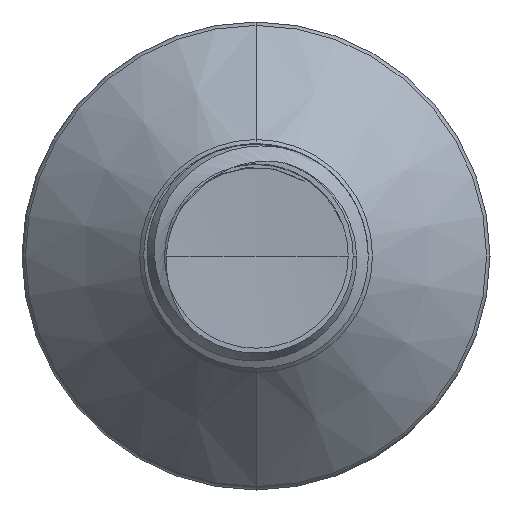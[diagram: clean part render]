
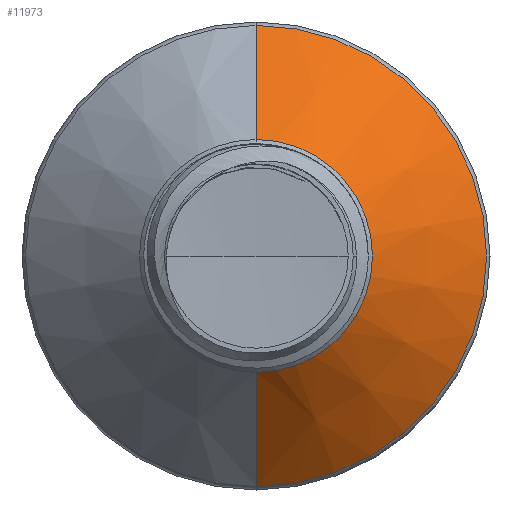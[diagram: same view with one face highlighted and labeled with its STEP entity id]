
A CAD part, front view. The second image highlights one B-rep face of the part: STEP entity #11973.
In plain terms, the highlighted conical face has half-angle 45 degrees and reference radius 1.817 mm.
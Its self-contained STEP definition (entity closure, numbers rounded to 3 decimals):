
#14 = VECTOR ( 'NONE', #3145, 1000. ) ;
#266 = EDGE_CURVE ( 'NONE', #9738, #11704, #7003, .T. ) ;
#585 = ORIENTED_EDGE ( 'NONE', *, *, #18213, .T. ) ;
#606 = EDGE_CURVE ( 'NONE', #9738, #24121, #11885, .T. ) ;
#1596 = ORIENTED_EDGE ( 'NONE', *, *, #21994, .F. ) ;
#1985 = CARTESIAN_POINT ( 'NONE',  ( 0., 18.218, -3.596 ) ) ;
#2232 = DIRECTION ( 'NONE',  ( 0., 0.707, -0.707 ) ) ;
#3145 = DIRECTION ( 'NONE',  ( 0., 0.707, 0.707 ) ) ;
#5740 = CARTESIAN_POINT ( 'NONE',  ( 0., 18.218, 3.596 ) ) ;
#6255 = EDGE_LOOP ( 'NONE', ( #12041, #585, #1596, #15205 ) ) ;
#6695 = DIRECTION ( 'NONE',  ( 0., 0., 1. ) ) ;
#6730 = CARTESIAN_POINT ( 'NONE',  ( 0., 16.439, 0. ) ) ;
#6796 = DIRECTION ( 'NONE',  ( 0., 1., 0. ) ) ;
#7003 = CIRCLE ( 'NONE', #24159, 1.817 ) ;
#7068 = DIRECTION ( 'NONE',  ( 0., 1., 0. ) ) ;
#7423 = CIRCLE ( 'NONE', #17255, 3.596 ) ;
#7983 = CARTESIAN_POINT ( 'NONE',  ( 0., 16.439, -1.817 ) ) ;
#9738 = VERTEX_POINT ( 'NONE', #12387 ) ;
#10309 = CARTESIAN_POINT ( 'NONE',  ( 0., 16.439, 0. ) ) ;
#11704 = VERTEX_POINT ( 'NONE', #7983 ) ;
#11885 = LINE ( 'NONE', #15408, #14 ) ;
#11973 = ADVANCED_FACE ( 'NONE', ( #24041 ), #23402, .T. ) ;
#12041 = ORIENTED_EDGE ( 'NONE', *, *, #266, .T. ) ;
#12387 = CARTESIAN_POINT ( 'NONE',  ( 0., 16.439, 1.817 ) ) ;
#12889 = VERTEX_POINT ( 'NONE', #1985 ) ;
#12998 = DIRECTION ( 'NONE',  ( 0., 1., 0. ) ) ;
#13100 = DIRECTION ( 'NONE',  ( 0., 0., 1. ) ) ;
#15037 = AXIS2_PLACEMENT_3D ( 'NONE', #6730, #6796, #6695 ) ;
#15205 = ORIENTED_EDGE ( 'NONE', *, *, #606, .F. ) ;
#15408 = CARTESIAN_POINT ( 'NONE',  ( 0., 16.439, 1.817 ) ) ;
#16895 = VECTOR ( 'NONE', #2232, 1000. ) ;
#17255 = AXIS2_PLACEMENT_3D ( 'NONE', #21010, #7068, #23077 ) ;
#17643 = LINE ( 'NONE', #20935, #16895 ) ;
#18213 = EDGE_CURVE ( 'NONE', #11704, #12889, #17643, .T. ) ;
#20935 = CARTESIAN_POINT ( 'NONE',  ( 0., 16.439, -1.817 ) ) ;
#21010 = CARTESIAN_POINT ( 'NONE',  ( 0., 18.218, 0. ) ) ;
#21994 = EDGE_CURVE ( 'NONE', #24121, #12889, #7423, .T. ) ;
#23077 = DIRECTION ( 'NONE',  ( 0., 0., 1. ) ) ;
#23402 = CONICAL_SURFACE ( 'NONE', #15037, 1.817, 0.785 ) ;
#24041 = FACE_OUTER_BOUND ( 'NONE', #6255, .T. ) ;
#24121 = VERTEX_POINT ( 'NONE', #5740 ) ;
#24159 = AXIS2_PLACEMENT_3D ( 'NONE', #10309, #12998, #13100 ) ;
